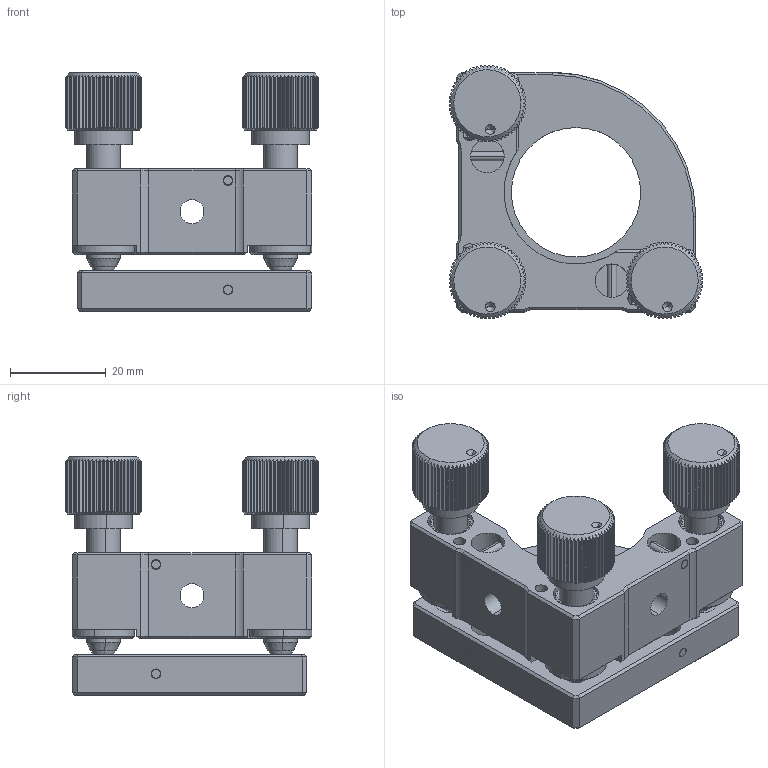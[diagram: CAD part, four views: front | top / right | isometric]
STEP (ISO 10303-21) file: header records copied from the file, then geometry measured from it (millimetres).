
FILE_DESCRIPTION (( 'STEP AP203' ), '1' );
FILE_NAME ('OMHS30.STEP', '2018-12-10T02:25:35', ( '' ), ( '' ), 'SwSTEP 2.0', 'SolidWorks 2016', '' );
FILE_SCHEMA (( 'CONFIG_CONTROL_DESIGN' ));
Length unit declared in the file: millimetre
Products named in the file (1): OMHS30
Bounding box: 52.99 x 52.99 x 49.8 mm (x, y, z)
Surface area: 20735.6 mm2 (no closed solid volume)
Topology: 0 solids, 30 shells, 1019 faces, 2791 edges, 1795 vertices
Faces by surface type: plane 490, cylinder 277, cone 246, torus 6
Entity records: 33156 total; most frequent: CARTESIAN_POINT 8444, ORIENTED_EDGE 5170, DIRECTION 4872, EDGE_CURVE 2777, AXIS2_PLACEMENT_3D 1845, VERTEX_POINT 1791, VECTOR 1182, LINE 1182
